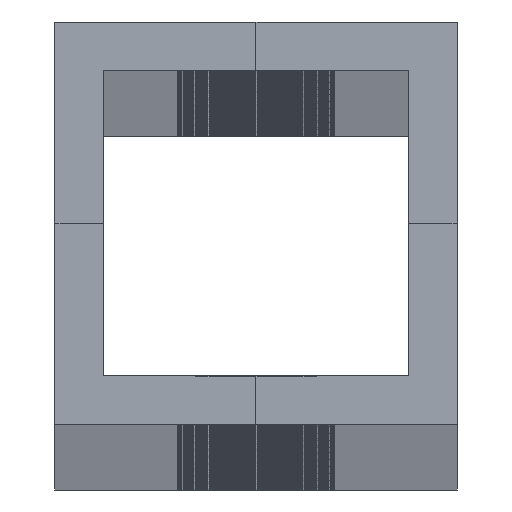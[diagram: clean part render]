
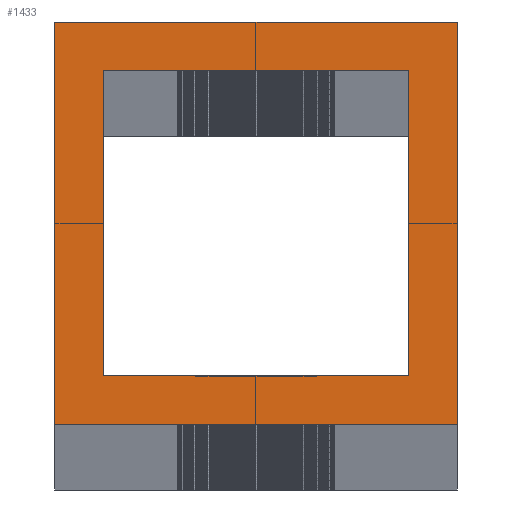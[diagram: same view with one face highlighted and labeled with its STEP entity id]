
A CAD part, top view. The second image highlights one B-rep face of the part: STEP entity #1433.
In plain terms, the highlighted planar face has unit normal (0, 0, 1).
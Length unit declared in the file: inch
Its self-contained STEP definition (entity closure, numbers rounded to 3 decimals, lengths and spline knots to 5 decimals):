
#650 = CARTESIAN_POINT ( 'NONE',  ( -0.25, -0.25, 0. ) ) ;
#957 = DIRECTION ( 'NONE',  ( 0., 1., 0. ) ) ;
#1010 = ORIENTED_EDGE ( 'NONE', *, *, #17263, .F. ) ;
#1226 = VERTEX_POINT ( 'NONE', #10340 ) ;
#1281 = VERTEX_POINT ( 'NONE', #1791 ) ;
#1433 = ADVANCED_FACE ( 'NONE', ( #24431, #7196 ), #14018, .F. ) ;
#1644 = CARTESIAN_POINT ( 'NONE',  ( -0.19, -0.19, 0. ) ) ;
#1791 = CARTESIAN_POINT ( 'NONE',  ( -0.19, 0.19, 0. ) ) ;
#1853 = EDGE_CURVE ( 'NONE', #8636, #4370, #6163, .T. ) ;
#2507 = CARTESIAN_POINT ( 'NONE',  ( -0.25, 0.25, 0. ) ) ;
#2840 = ORIENTED_EDGE ( 'NONE', *, *, #17812, .F. ) ;
#2907 = DIRECTION ( 'NONE',  ( 0., 0., -1. ) ) ;
#2925 = LINE ( 'NONE', #2507, #15892 ) ;
#3133 = DIRECTION ( 'NONE',  ( 0., 1., 0. ) ) ;
#3271 = ORIENTED_EDGE ( 'NONE', *, *, #16746, .F. ) ;
#4370 = VERTEX_POINT ( 'NONE', #9292 ) ;
#5066 = LINE ( 'NONE', #22178, #6820 ) ;
#5260 = CARTESIAN_POINT ( 'NONE',  ( 0.25, -0.25, 0. ) ) ;
#5325 = DIRECTION ( 'NONE',  ( 0., -1., 0. ) ) ;
#5518 = LINE ( 'NONE', #20492, #18621 ) ;
#5537 = CARTESIAN_POINT ( 'NONE',  ( 0.19, -0.19, 0. ) ) ;
#5849 = DIRECTION ( 'NONE',  ( -1., 0., 0. ) ) ;
#6163 = LINE ( 'NONE', #14862, #17022 ) ;
#6196 = DIRECTION ( 'NONE',  ( 0., -1., 0. ) ) ;
#6361 = EDGE_LOOP ( 'NONE', ( #3271, #1010, #18751, #2840 ) ) ;
#6820 = VECTOR ( 'NONE', #24587, 39.37008 ) ;
#7196 = FACE_OUTER_BOUND ( 'NONE', #22368, .T. ) ;
#7206 = EDGE_CURVE ( 'NONE', #18032, #1226, #2925, .T. ) ;
#8636 = VERTEX_POINT ( 'NONE', #25018 ) ;
#9073 = ORIENTED_EDGE ( 'NONE', *, *, #14499, .T. ) ;
#9292 = CARTESIAN_POINT ( 'NONE',  ( 0.19, -0.19, 0. ) ) ;
#10276 = VECTOR ( 'NONE', #5849, 39.37008 ) ;
#10340 = CARTESIAN_POINT ( 'NONE',  ( -0.25, 0.25, 0. ) ) ;
#11561 = CARTESIAN_POINT ( 'NONE',  ( 0.25, 0.25, 0. ) ) ;
#11601 = DIRECTION ( 'NONE',  ( -1., 0., 0. ) ) ;
#14018 = PLANE ( 'NONE',  #21084 ) ;
#14499 = EDGE_CURVE ( 'NONE', #24087, #18032, #5518, .T. ) ;
#14676 = EDGE_CURVE ( 'NONE', #17639, #24087, #5066, .T. ) ;
#14862 = CARTESIAN_POINT ( 'NONE',  ( -0.19, -0.19, 0. ) ) ;
#15892 = VECTOR ( 'NONE', #26856, 39.37008 ) ;
#16137 = LINE ( 'NONE', #24836, #27415 ) ;
#16489 = ORIENTED_EDGE ( 'NONE', *, *, #21880, .T. ) ;
#16746 = EDGE_CURVE ( 'NONE', #20204, #1281, #21088, .T. ) ;
#16895 = CARTESIAN_POINT ( 'NONE',  ( 0.19, 0.19, 0. ) ) ;
#17022 = VECTOR ( 'NONE', #23547, 39.37008 ) ;
#17263 = EDGE_CURVE ( 'NONE', #4370, #20204, #20369, .T. ) ;
#17639 = VERTEX_POINT ( 'NONE', #650 ) ;
#17812 = EDGE_CURVE ( 'NONE', #1281, #8636, #27990, .T. ) ;
#18032 = VERTEX_POINT ( 'NONE', #11561 ) ;
#18286 = CARTESIAN_POINT ( 'NONE',  ( 0., 0., 0. ) ) ;
#18621 = VECTOR ( 'NONE', #957, 39.37008 ) ;
#18751 = ORIENTED_EDGE ( 'NONE', *, *, #1853, .F. ) ;
#20204 = VERTEX_POINT ( 'NONE', #16895 ) ;
#20369 = LINE ( 'NONE', #5537, #22513 ) ;
#20492 = CARTESIAN_POINT ( 'NONE',  ( 0.25, -0.25, 0. ) ) ;
#21066 = ORIENTED_EDGE ( 'NONE', *, *, #7206, .T. ) ;
#21084 = AXIS2_PLACEMENT_3D ( 'NONE', #18286, #2907, #11601 ) ;
#21088 = LINE ( 'NONE', #25356, #10276 ) ;
#21880 = EDGE_CURVE ( 'NONE', #1226, #17639, #16137, .T. ) ;
#22178 = CARTESIAN_POINT ( 'NONE',  ( -0.25, -0.25, 0. ) ) ;
#22368 = EDGE_LOOP ( 'NONE', ( #9073, #21066, #16489, #26285 ) ) ;
#22513 = VECTOR ( 'NONE', #3133, 39.37008 ) ;
#22534 = VECTOR ( 'NONE', #6196, 39.37008 ) ;
#23547 = DIRECTION ( 'NONE',  ( 1., 0., 0. ) ) ;
#24087 = VERTEX_POINT ( 'NONE', #5260 ) ;
#24431 = FACE_BOUND ( 'NONE', #6361, .T. ) ;
#24587 = DIRECTION ( 'NONE',  ( 1., 0., 0. ) ) ;
#24836 = CARTESIAN_POINT ( 'NONE',  ( -0.25, -0.25, 0. ) ) ;
#25018 = CARTESIAN_POINT ( 'NONE',  ( -0.19, -0.19, 0. ) ) ;
#25356 = CARTESIAN_POINT ( 'NONE',  ( -0.19, 0.19, 0. ) ) ;
#26285 = ORIENTED_EDGE ( 'NONE', *, *, #14676, .T. ) ;
#26856 = DIRECTION ( 'NONE',  ( -1., 0., 0. ) ) ;
#27415 = VECTOR ( 'NONE', #5325, 39.37008 ) ;
#27990 = LINE ( 'NONE', #1644, #22534 ) ;
